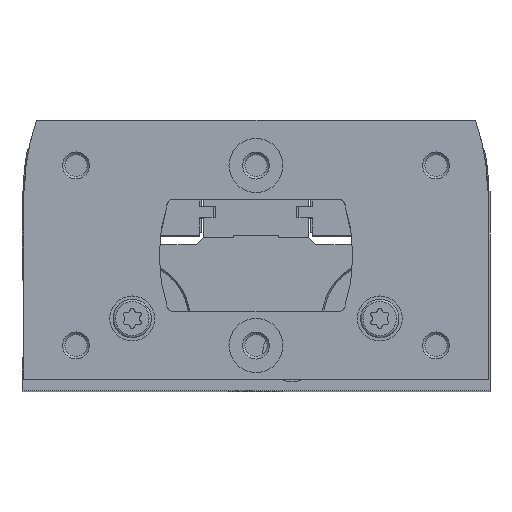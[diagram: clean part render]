
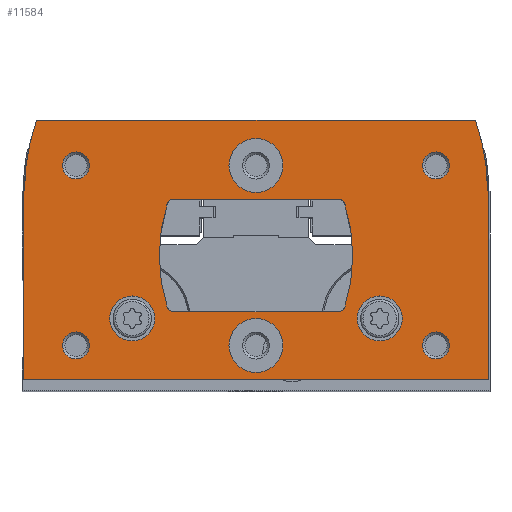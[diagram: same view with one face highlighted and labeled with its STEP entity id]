
A CAD part, top view. The second image highlights one B-rep face of the part: STEP entity #11584.
In plain terms, the highlighted planar face has unit normal (0, 0, 1).
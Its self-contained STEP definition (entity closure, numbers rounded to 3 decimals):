
#511=LINE('',#17818,#1245);
#516=LINE('',#17828,#1250);
#535=LINE('',#17877,#1269);
#541=LINE('',#17889,#1275);
#555=LINE('',#17960,#1289);
#557=LINE('',#17963,#1291);
#558=LINE('',#17997,#1292);
#559=LINE('',#18017,#1293);
#1245=VECTOR('',#14567,1000.);
#1250=VECTOR('',#14574,1000.);
#1269=VECTOR('',#14611,1000.);
#1275=VECTOR('',#14621,1000.);
#1289=VECTOR('',#14673,1000.);
#1291=VECTOR('',#14677,1000.);
#1292=VECTOR('',#14712,1000.);
#1293=VECTOR('',#14733,1000.);
#1724=PLANE('',#12490);
#3138=ORIENTED_EDGE('',*,*,#5334,.F.);
#3139=ORIENTED_EDGE('',*,*,#5335,.F.);
#3140=ORIENTED_EDGE('',*,*,#5336,.T.);
#3141=ORIENTED_EDGE('',*,*,#5337,.T.);
#3142=ORIENTED_EDGE('',*,*,#5338,.T.);
#3143=ORIENTED_EDGE('',*,*,#5339,.T.);
#3144=ORIENTED_EDGE('',*,*,#5340,.T.);
#3145=ORIENTED_EDGE('',*,*,#5341,.T.);
#3146=ORIENTED_EDGE('',*,*,#5297,.F.);
#3147=ORIENTED_EDGE('',*,*,#5314,.F.);
#3148=ORIENTED_EDGE('',*,*,#5309,.F.);
#3149=ORIENTED_EDGE('',*,*,#5306,.F.);
#3150=ORIENTED_EDGE('',*,*,#5342,.F.);
#3151=ORIENTED_EDGE('',*,*,#5343,.F.);
#3152=ORIENTED_EDGE('',*,*,#5344,.F.);
#3153=ORIENTED_EDGE('',*,*,#5300,.F.);
#3154=ORIENTED_EDGE('',*,*,#5284,.T.);
#3155=ORIENTED_EDGE('',*,*,#5278,.T.);
#3156=ORIENTED_EDGE('',*,*,#5316,.T.);
#3157=ORIENTED_EDGE('',*,*,#5248,.T.);
#3158=ORIENTED_EDGE('',*,*,#5253,.T.);
#3159=ORIENTED_EDGE('',*,*,#5257,.T.);
#3160=ORIENTED_EDGE('',*,*,#5333,.T.);
#3161=ORIENTED_EDGE('',*,*,#5290,.T.);
#5248=EDGE_CURVE('',#6468,#6467,#511,.T.);
#5253=EDGE_CURVE('',#6467,#6471,#516,.T.);
#5257=EDGE_CURVE('',#6471,#6473,#7210,.T.);
#5278=EDGE_CURVE('',#6490,#6492,#535,.T.);
#5284=EDGE_CURVE('',#6496,#6490,#541,.T.);
#5290=EDGE_CURVE('',#6501,#6496,#7216,.T.);
#5297=EDGE_CURVE('',#6505,#6506,#7219,.T.);
#5300=EDGE_CURVE('',#6506,#6507,#7220,.T.);
#5306=EDGE_CURVE('',#6511,#6512,#7223,.T.);
#5309=EDGE_CURVE('',#6512,#6514,#7224,.T.);
#5314=EDGE_CURVE('',#6514,#6505,#555,.T.);
#5316=EDGE_CURVE('',#6492,#6468,#557,.T.);
#5333=EDGE_CURVE('',#6473,#6501,#558,.T.);
#5334=EDGE_CURVE('',#6533,#6533,#7243,.T.);
#5335=EDGE_CURVE('',#6534,#6534,#7244,.T.);
#5336=EDGE_CURVE('',#6535,#6535,#7245,.T.);
#5337=EDGE_CURVE('',#6536,#6536,#7246,.T.);
#5338=EDGE_CURVE('',#6537,#6537,#7247,.T.);
#5339=EDGE_CURVE('',#6538,#6538,#7248,.T.);
#5340=EDGE_CURVE('',#6539,#6539,#7249,.T.);
#5341=EDGE_CURVE('',#6540,#6540,#7250,.T.);
#5342=EDGE_CURVE('',#6541,#6511,#7251,.T.);
#5343=EDGE_CURVE('',#6542,#6541,#559,.T.);
#5344=EDGE_CURVE('',#6507,#6542,#7252,.T.);
#6467=VERTEX_POINT('',#17817);
#6468=VERTEX_POINT('',#17819);
#6471=VERTEX_POINT('',#17827);
#6473=VERTEX_POINT('',#17834);
#6490=VERTEX_POINT('',#17871);
#6492=VERTEX_POINT('',#17876);
#6496=VERTEX_POINT('',#17887);
#6501=VERTEX_POINT('',#17902);
#6505=VERTEX_POINT('',#17917);
#6506=VERTEX_POINT('',#17919);
#6507=VERTEX_POINT('',#17927);
#6511=VERTEX_POINT('',#17940);
#6512=VERTEX_POINT('',#17942);
#6514=VERTEX_POINT('',#17952);
#6533=VERTEX_POINT('',#18000);
#6534=VERTEX_POINT('',#18002);
#6535=VERTEX_POINT('',#18004);
#6536=VERTEX_POINT('',#18006);
#6537=VERTEX_POINT('',#18008);
#6538=VERTEX_POINT('',#18010);
#6539=VERTEX_POINT('',#18012);
#6540=VERTEX_POINT('',#18014);
#6541=VERTEX_POINT('',#18016);
#6542=VERTEX_POINT('',#18018);
#7210=CIRCLE('',#12444,46.);
#7216=CIRCLE('',#12456,46.);
#7219=CIRCLE('',#12460,1.5);
#7220=CIRCLE('',#12462,38.);
#7223=CIRCLE('',#12466,38.);
#7224=CIRCLE('',#12468,1.5);
#7243=CIRCLE('',#12491,5.);
#7244=CIRCLE('',#12492,5.);
#7245=CIRCLE('',#12493,6.);
#7246=CIRCLE('',#12494,6.);
#7247=CIRCLE('',#12495,3.);
#7248=CIRCLE('',#12496,3.);
#7249=CIRCLE('',#12497,3.);
#7250=CIRCLE('',#12498,3.);
#7251=CIRCLE('',#12499,1.5);
#7252=CIRCLE('',#12500,1.5);
#7956=EDGE_LOOP('',(#3138));
#7957=EDGE_LOOP('',(#3139));
#7958=EDGE_LOOP('',(#3140));
#7959=EDGE_LOOP('',(#3141));
#7960=EDGE_LOOP('',(#3142));
#7961=EDGE_LOOP('',(#3143));
#7962=EDGE_LOOP('',(#3144));
#7963=EDGE_LOOP('',(#3145));
#7964=EDGE_LOOP('',(#3146,#3147,#3148,#3149,#3150,#3151,#3152,#3153));
#7965=EDGE_LOOP('',(#3154,#3155,#3156,#3157,#3158,#3159,#3160,#3161));
#8804=FACE_BOUND('',#7956,.T.);
#8805=FACE_BOUND('',#7957,.T.);
#8806=FACE_BOUND('',#7958,.T.);
#8807=FACE_BOUND('',#7959,.T.);
#8808=FACE_BOUND('',#7960,.T.);
#8809=FACE_BOUND('',#7961,.T.);
#8810=FACE_BOUND('',#7962,.T.);
#8811=FACE_BOUND('',#7963,.T.);
#8812=FACE_BOUND('',#7964,.T.);
#8813=FACE_BOUND('',#7965,.T.);
#11584=ADVANCED_FACE('',(#8804,#8805,#8806,#8807,#8808,#8809,#8810,#8811,
#8812,#8813),#1724,.T.);
#12444=AXIS2_PLACEMENT_3D('',#17835,#14581,#14582);
#12456=AXIS2_PLACEMENT_3D('',#17901,#14632,#14633);
#12460=AXIS2_PLACEMENT_3D('',#17918,#14643,#14644);
#12462=AXIS2_PLACEMENT_3D('',#17926,#14648,#14649);
#12466=AXIS2_PLACEMENT_3D('',#17941,#14658,#14659);
#12468=AXIS2_PLACEMENT_3D('',#17951,#14663,#14664);
#12490=AXIS2_PLACEMENT_3D('',#17998,#14713,#14714);
#12491=AXIS2_PLACEMENT_3D('',#17999,#14715,#14716);
#12492=AXIS2_PLACEMENT_3D('',#18001,#14717,#14718);
#12493=AXIS2_PLACEMENT_3D('',#18003,#14719,#14720);
#12494=AXIS2_PLACEMENT_3D('',#18005,#14721,#14722);
#12495=AXIS2_PLACEMENT_3D('',#18007,#14723,#14724);
#12496=AXIS2_PLACEMENT_3D('',#18009,#14725,#14726);
#12497=AXIS2_PLACEMENT_3D('',#18011,#14727,#14728);
#12498=AXIS2_PLACEMENT_3D('',#18013,#14729,#14730);
#12499=AXIS2_PLACEMENT_3D('',#18015,#14731,#14732);
#12500=AXIS2_PLACEMENT_3D('',#18019,#14734,#14735);
#14567=DIRECTION('',(0.,1.,0.));
#14574=DIRECTION('',(-0.866,0.5,0.));
#14581=DIRECTION('',(0.,0.,1.));
#14582=DIRECTION('',(1.,0.,0.));
#14611=DIRECTION('',(0.,-1.,0.));
#14621=DIRECTION('',(-0.866,-0.5,0.));
#14632=DIRECTION('',(0.,0.,1.));
#14633=DIRECTION('',(1.,0.,0.));
#14643=DIRECTION('',(0.,0.,1.));
#14644=DIRECTION('',(1.,0.,0.));
#14648=DIRECTION('',(0.,0.,1.));
#14649=DIRECTION('',(1.,0.,0.));
#14658=DIRECTION('',(0.,0.,1.));
#14659=DIRECTION('',(1.,0.,0.));
#14663=DIRECTION('',(0.,0.,1.));
#14664=DIRECTION('',(1.,0.,0.));
#14673=DIRECTION('',(-1.,0.,0.));
#14677=DIRECTION('',(1.,0.,0.));
#14712=DIRECTION('',(-1.,0.,0.));
#14713=DIRECTION('',(0.,0.,1.));
#14714=DIRECTION('',(1.,0.,0.));
#14715=DIRECTION('',(0.,0.,1.));
#14716=DIRECTION('',(1.,0.,0.));
#14717=DIRECTION('',(0.,0.,1.));
#14718=DIRECTION('',(1.,0.,0.));
#14719=DIRECTION('',(0.,0.,-1.));
#14720=DIRECTION('',(-1.,0.,0.));
#14721=DIRECTION('',(0.,0.,-1.));
#14722=DIRECTION('',(-1.,0.,0.));
#14723=DIRECTION('',(0.,0.,-1.));
#14724=DIRECTION('',(-1.,0.,0.));
#14725=DIRECTION('',(0.,0.,-1.));
#14726=DIRECTION('',(-1.,0.,0.));
#14727=DIRECTION('',(0.,0.,-1.));
#14728=DIRECTION('',(-1.,0.,0.));
#14729=DIRECTION('',(0.,0.,-1.));
#14730=DIRECTION('',(-1.,0.,0.));
#14731=DIRECTION('',(0.,0.,1.));
#14732=DIRECTION('',(1.,0.,0.));
#14733=DIRECTION('',(1.,0.,0.));
#14734=DIRECTION('',(0.,0.,1.));
#14735=DIRECTION('',(1.,0.,0.));
#17817=CARTESIAN_POINT('',(51.75,41.827,0.));
#17818=CARTESIAN_POINT('',(51.75,0.,0.));
#17819=CARTESIAN_POINT('',(51.75,0.,0.));
#17827=CARTESIAN_POINT('',(51.45,42.,0.));
#17828=CARTESIAN_POINT('',(51.75,41.827,0.));
#17834=CARTESIAN_POINT('',(48.76,57.5,0.));
#17835=CARTESIAN_POINT('',(5.45,42.,0.));
#17871=CARTESIAN_POINT('',(-51.75,41.827,0.));
#17876=CARTESIAN_POINT('',(-51.75,0.,0.));
#17877=CARTESIAN_POINT('',(-51.75,41.827,0.));
#17887=CARTESIAN_POINT('',(-51.45,42.,0.));
#17889=CARTESIAN_POINT('',(-51.45,42.,0.));
#17901=CARTESIAN_POINT('',(-5.45,42.,0.));
#17902=CARTESIAN_POINT('',(-48.76,57.5,0.));
#17917=CARTESIAN_POINT('',(-18.303,40.,0.));
#17918=CARTESIAN_POINT('',(-18.303,38.5,0.));
#17919=CARTESIAN_POINT('',(-19.733,38.952,0.));
#17926=CARTESIAN_POINT('',(16.5,27.5,0.));
#17927=CARTESIAN_POINT('',(-19.733,16.048,0.));
#17940=CARTESIAN_POINT('',(19.733,16.048,0.));
#17941=CARTESIAN_POINT('',(-16.5,27.5,0.));
#17942=CARTESIAN_POINT('',(19.733,38.952,0.));
#17951=CARTESIAN_POINT('',(18.303,38.5,0.));
#17952=CARTESIAN_POINT('',(18.303,40.,0.));
#17960=CARTESIAN_POINT('',(18.303,40.,0.));
#17963=CARTESIAN_POINT('',(-51.75,0.,0.));
#17997=CARTESIAN_POINT('',(48.76,57.5,0.));
#17998=CARTESIAN_POINT('',(5.45,42.,0.));
#17999=CARTESIAN_POINT('',(-27.5,13.5,0.));
#18000=CARTESIAN_POINT('',(-22.5,13.5,0.));
#18001=CARTESIAN_POINT('',(27.5,13.5,0.));
#18002=CARTESIAN_POINT('',(32.5,13.5,0.));
#18003=CARTESIAN_POINT('',(0.,7.5,0.));
#18004=CARTESIAN_POINT('',(-6.,7.5,0.));
#18005=CARTESIAN_POINT('',(0.,47.5,0.));
#18006=CARTESIAN_POINT('',(-6.,47.5,0.));
#18007=CARTESIAN_POINT('',(40.,7.5,0.));
#18008=CARTESIAN_POINT('',(37.,7.5,0.));
#18009=CARTESIAN_POINT('',(-40.,7.5,0.));
#18010=CARTESIAN_POINT('',(-43.,7.5,0.));
#18011=CARTESIAN_POINT('',(-40.,47.5,0.));
#18012=CARTESIAN_POINT('',(-43.,47.5,0.));
#18013=CARTESIAN_POINT('',(40.,47.5,0.));
#18014=CARTESIAN_POINT('',(37.,47.5,0.));
#18015=CARTESIAN_POINT('',(18.303,16.5,0.));
#18016=CARTESIAN_POINT('',(18.303,15.,0.));
#18017=CARTESIAN_POINT('',(-18.303,15.,0.));
#18018=CARTESIAN_POINT('',(-18.303,15.,0.));
#18019=CARTESIAN_POINT('',(-18.303,16.5,0.));
